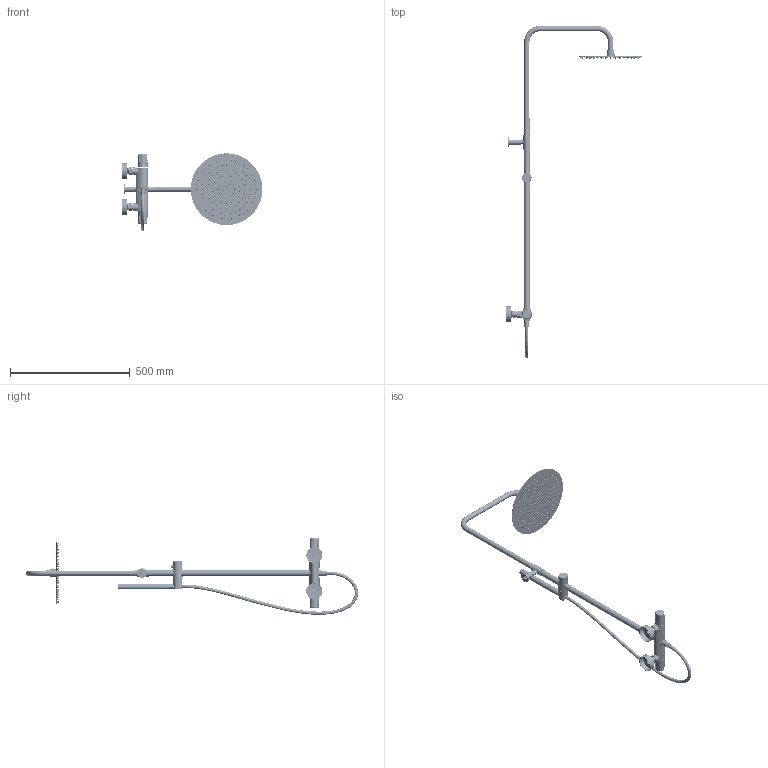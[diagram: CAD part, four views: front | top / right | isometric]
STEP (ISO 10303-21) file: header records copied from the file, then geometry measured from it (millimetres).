
FILE_DESCRIPTION (( 'STEP AP203' ), '1' );
FILE_NAME ('34DP10129.STEP', '2025-09-17T09:55:31', ( '' ), ( '' ), 'SwSTEP 2.0', 'SolidWorks 2021', '' );
FILE_SCHEMA (( 'CONFIG_CONTROL_DESIGN' ));
Products named in the file (1): 34DP10129
Bounding box: 588.9 x 1387.15 x 323.84 mm (x, y, z)
Surface area: 958585.2 mm2 (no closed solid volume)
Topology: 0 solids, 37 shells, 3665 faces, 8735 edges, 5846 vertices
Faces by surface type: plane 1163, bspline 1067, cylinder 902, cone 498, torus 31, sphere 4
Full cylindrical faces by diameter (mm): 1.2 x132, 3.1 x4, 3.3 x4, 4 x266, 4.15 x2, 4.5 x1, 4.65 x2, 5 x1, 5.8 x140, 6 x1, 7 x1, 7.5 x1, 7.8 x1, 9.8 x1, 10.1 x2, 10.2 x2, 11 x1, 11.622 x1, 12.5 x2, 12.8 x1, 13.8 x1, 14 x2, 14.5 x2, 15 x9, 16.2 x2, 17.9 x1, 18 x6, 18.1 x1, 18.2 x2, 18.329 x1
Entity records: 162630 total; most frequent: CARTESIAN_POINT 94873, ORIENTED_EDGE 12132, DIRECTION 12023, EDGE_LOOP 6789, EDGE_CURVE 6068, AXIS2_PLACEMENT_3D 5344, VERTEX_POINT 5057, FACE_OUTER_BOUND 5018
